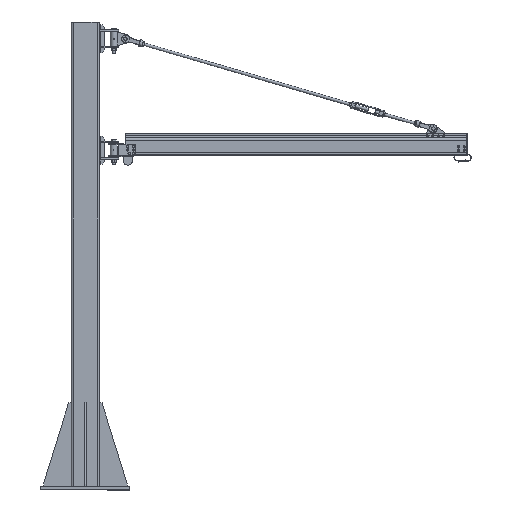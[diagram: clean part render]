
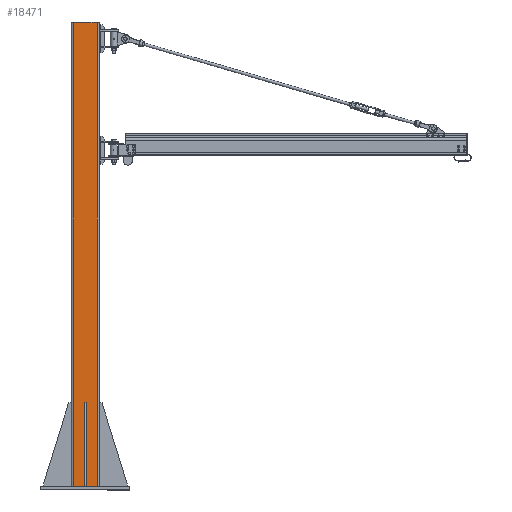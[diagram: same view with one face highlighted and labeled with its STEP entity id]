
A CAD part, top view. The second image highlights one B-rep face of the part: STEP entity #18471.
In plain terms, the highlighted face is planar.
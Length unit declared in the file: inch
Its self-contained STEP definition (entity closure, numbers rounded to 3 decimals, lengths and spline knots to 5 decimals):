
#1786=PLANE('',#20488);
#2199=FACE_OUTER_BOUND('',#3357,.T.);
#3357=EDGE_LOOP('',(#12724,#12725,#12726,#12727));
#4669=LINE('',#28734,#5791);
#4677=LINE('',#28757,#5799);
#4678=LINE('',#28760,#5800);
#4679=LINE('',#28761,#5801);
#5791=VECTOR('',#22942,0.3937);
#5799=VECTOR('',#22968,0.3937);
#5800=VECTOR('',#22971,0.3937);
#5801=VECTOR('',#22972,0.3937);
#8078=VERTEX_POINT('',#28731);
#8079=VERTEX_POINT('',#28733);
#8085=VERTEX_POINT('',#28755);
#8086=VERTEX_POINT('',#28759);
#9840=EDGE_CURVE('',#8078,#8079,#4669,.T.);
#9852=EDGE_CURVE('',#8078,#8085,#4677,.T.);
#9853=EDGE_CURVE('',#8086,#8085,#4678,.T.);
#9854=EDGE_CURVE('',#8079,#8086,#4679,.T.);
#12724=ORIENTED_EDGE('',*,*,#9852,.T.);
#12725=ORIENTED_EDGE('',*,*,#9853,.F.);
#12726=ORIENTED_EDGE('',*,*,#9854,.F.);
#12727=ORIENTED_EDGE('',*,*,#9840,.F.);
#18471=ADVANCED_FACE('',(#2199),#1786,.T.);
#20488=AXIS2_PLACEMENT_3D('',#28758,#22969,#22970);
#22942=DIRECTION('',(1.,0.,0.));
#22968=DIRECTION('',(0.,0.,1.));
#22969=DIRECTION('center_axis',(0.,1.,0.));
#22970=DIRECTION('ref_axis',(-1.,0.,0.));
#22971=DIRECTION('',(-1.,0.,0.));
#22972=DIRECTION('',(0.,0.,1.));
#28731=CARTESIAN_POINT('',(-4.25013,5.,-83.25));
#28733=CARTESIAN_POINT('',(4.24987,5.,-83.25));
#28734=CARTESIAN_POINT('',(4.24987,5.,-83.25));
#28755=CARTESIAN_POINT('',(-4.25013,5.,83.25));
#28757=CARTESIAN_POINT('',(-4.25013,5.,0.));
#28758=CARTESIAN_POINT('Origin',(4.24987,5.,0.));
#28759=CARTESIAN_POINT('',(4.24987,5.,83.25));
#28760=CARTESIAN_POINT('',(4.24987,5.,83.25));
#28761=CARTESIAN_POINT('',(4.24987,5.,0.));
